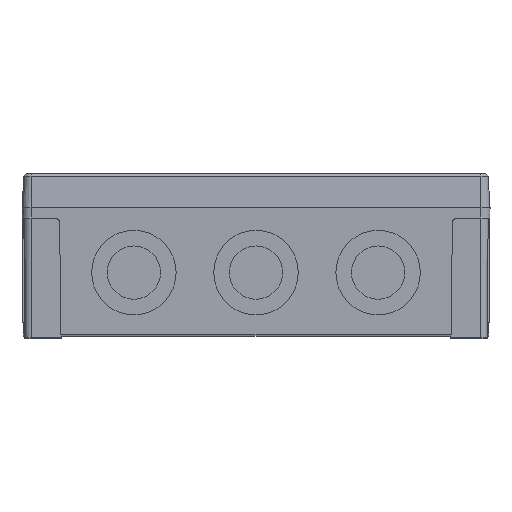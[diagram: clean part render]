
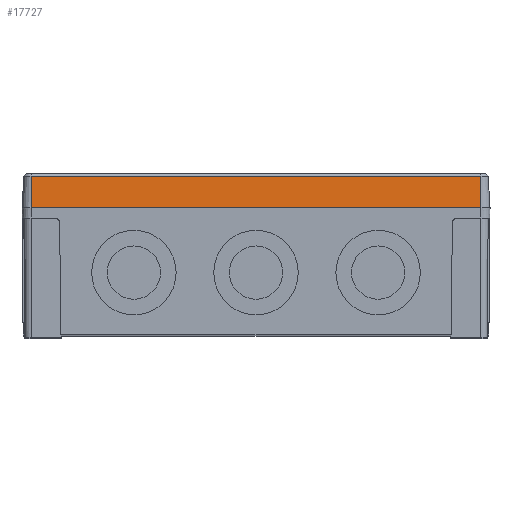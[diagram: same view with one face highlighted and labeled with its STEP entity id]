
A CAD part, top view. The second image highlights one B-rep face of the part: STEP entity #17727.
In plain terms, the highlighted planar face has unit normal (0, 0.052, 0.999).
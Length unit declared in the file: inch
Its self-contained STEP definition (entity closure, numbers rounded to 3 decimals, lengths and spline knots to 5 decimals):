
#499 = VECTOR ( 'NONE', #6087, 39.37008 ) ;
#1227 = ORIENTED_EDGE ( 'NONE', *, *, #7490, .F. ) ;
#1802 = CARTESIAN_POINT ( 'NONE',  ( 3.40551, 0., 5.01969 ) ) ;
#1968 = CARTESIAN_POINT ( 'NONE',  ( -3.40551, 0., 5.01969 ) ) ;
#2527 = EDGE_CURVE ( 'NONE', #7289, #15874, #16310, .T. ) ;
#3004 = CARTESIAN_POINT ( 'NONE',  ( -3.40551, 0.47814, 4.99463 ) ) ;
#4020 = EDGE_LOOP ( 'NONE', ( #1227, #22029, #6767, #14991 ) ) ;
#5006 = LINE ( 'NONE', #12012, #13739 ) ;
#5069 = DIRECTION ( 'NONE',  ( -1., 0., 0. ) ) ;
#5506 = CARTESIAN_POINT ( 'NONE',  ( -3.40551, 0.47814, 4.99463 ) ) ;
#5969 = LINE ( 'NONE', #10919, #499 ) ;
#6087 = DIRECTION ( 'NONE',  ( 0., -0.999, 0.052 ) ) ;
#6602 = VERTEX_POINT ( 'NONE', #14982 ) ;
#6767 = ORIENTED_EDGE ( 'NONE', *, *, #2527, .T. ) ;
#6874 = DIRECTION ( 'NONE',  ( 0., 0.052, 0.999 ) ) ;
#6908 = PLANE ( 'NONE',  #18894 ) ;
#7289 = VERTEX_POINT ( 'NONE', #5506 ) ;
#7490 = EDGE_CURVE ( 'NONE', #6602, #7618, #5969, .T. ) ;
#7618 = VERTEX_POINT ( 'NONE', #1802 ) ;
#7664 = CARTESIAN_POINT ( 'NONE',  ( -3.40551, 0., 5.01969 ) ) ;
#8145 = EDGE_CURVE ( 'NONE', #15874, #7618, #5006, .T. ) ;
#8909 = DIRECTION ( 'NONE',  ( 1., 0., 0. ) ) ;
#10678 = FACE_OUTER_BOUND ( 'NONE', #4020, .T. ) ;
#10919 = CARTESIAN_POINT ( 'NONE',  ( 3.40551, 0., 5.01969 ) ) ;
#12012 = CARTESIAN_POINT ( 'NONE',  ( -3.40551, 0., 5.01969 ) ) ;
#13739 = VECTOR ( 'NONE', #8909, 39.37008 ) ;
#14982 = CARTESIAN_POINT ( 'NONE',  ( 3.40551, 0.47814, 4.99463 ) ) ;
#14991 = ORIENTED_EDGE ( 'NONE', *, *, #8145, .T. ) ;
#15255 = VECTOR ( 'NONE', #5069, 39.37008 ) ;
#15698 = CARTESIAN_POINT ( 'NONE',  ( -3.40551, 0., 5.01969 ) ) ;
#15874 = VERTEX_POINT ( 'NONE', #15698 ) ;
#16310 = LINE ( 'NONE', #7664, #22346 ) ;
#16999 = DIRECTION ( 'NONE',  ( 1., 0., 0. ) ) ;
#17727 = ADVANCED_FACE ( 'NONE', ( #10678 ), #6908, .T. ) ;
#18894 = AXIS2_PLACEMENT_3D ( 'NONE', #1968, #6874, #16999 ) ;
#19647 = DIRECTION ( 'NONE',  ( 0., -0.999, 0.052 ) ) ;
#20379 = LINE ( 'NONE', #3004, #15255 ) ;
#21513 = EDGE_CURVE ( 'NONE', #6602, #7289, #20379, .T. ) ;
#22029 = ORIENTED_EDGE ( 'NONE', *, *, #21513, .T. ) ;
#22346 = VECTOR ( 'NONE', #19647, 39.37008 ) ;
